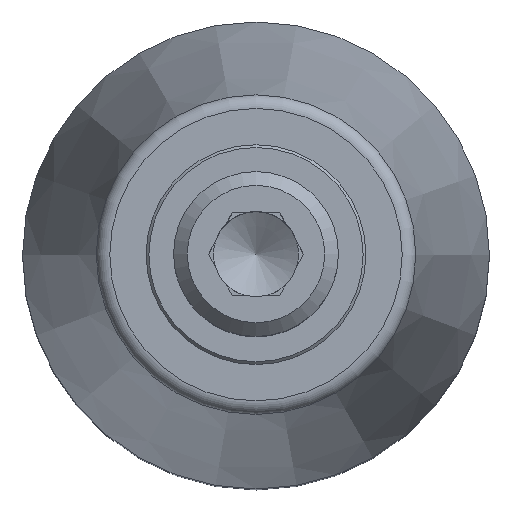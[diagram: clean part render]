
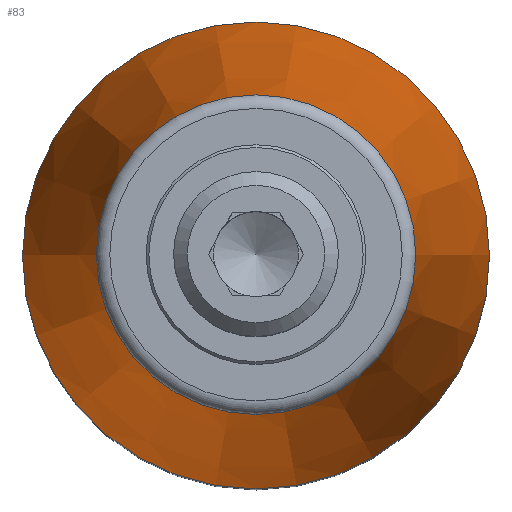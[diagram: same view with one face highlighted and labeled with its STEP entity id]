
A CAD part, top view. The second image highlights one B-rep face of the part: STEP entity #83.
In plain terms, the highlighted conical face has half-angle 8.931 degrees and reference radius 5.75 mm.
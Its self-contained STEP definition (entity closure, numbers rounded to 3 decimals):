
#83 = ADVANCED_FACE( '', ( #210, #211 ), #212, .T. );
#210 = FACE_BOUND( '', #403, .T. );
#211 = FACE_OUTER_BOUND( '', #404, .T. );
#212 = CONICAL_SURFACE( '', #405, 5.75, 0.156 );
#403 = EDGE_LOOP( '', ( #601 ) );
#404 = EDGE_LOOP( '', ( #602 ) );
#405 = AXIS2_PLACEMENT_3D( '', #603, #604, #605 );
#601 = ORIENTED_EDGE( '', *, *, #1009, .T. );
#602 = ORIENTED_EDGE( '', *, *, #1010, .F. );
#603 = CARTESIAN_POINT( '', ( 0., 0., 16.954 ) );
#604 = DIRECTION( '', ( 0., 0., -1. ) );
#605 = DIRECTION( '', ( 1., 0., 0. ) );
#1009 = EDGE_CURVE( '', #1174, #1174, #1175, .F. );
#1010 = EDGE_CURVE( '', #1176, #1176, #1177, .T. );
#1174 = VERTEX_POINT( '', #1411 );
#1175 = CIRCLE( '', #1412, 5.816 );
#1176 = VERTEX_POINT( '', #1413 );
#1177 = CIRCLE( '', #1414, 8.5 );
#1411 = CARTESIAN_POINT( '', ( -5.816, 0., 16.531 ) );
#1412 = AXIS2_PLACEMENT_3D( '', #1703, #1704, #1705 );
#1413 = CARTESIAN_POINT( '', ( 8.5, 0., -0.546 ) );
#1414 = AXIS2_PLACEMENT_3D( '', #1706, #1707, #1708 );
#1703 = CARTESIAN_POINT( '', ( 0., 0., 16.531 ) );
#1704 = DIRECTION( '', ( 0., 0., 1. ) );
#1705 = DIRECTION( '', ( -1., 0., 0. ) );
#1706 = CARTESIAN_POINT( '', ( 0., 0., -0.546 ) );
#1707 = DIRECTION( '', ( 0., 0., -1. ) );
#1708 = DIRECTION( '', ( 1., 0., 0. ) );
